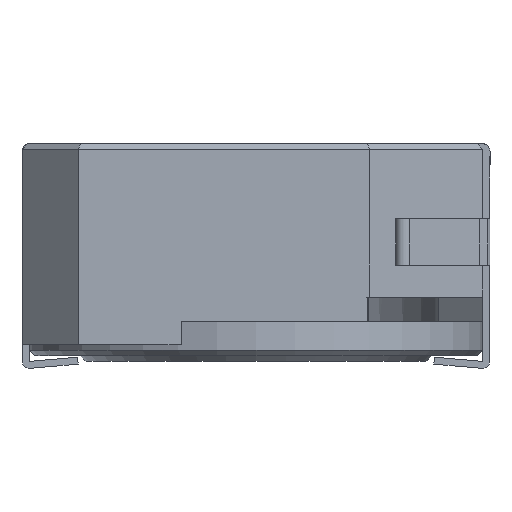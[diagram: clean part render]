
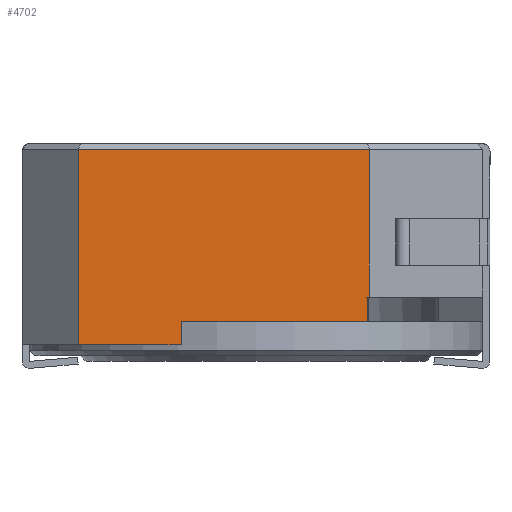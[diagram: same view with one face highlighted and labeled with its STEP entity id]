
A CAD part, front view. The second image highlights one B-rep face of the part: STEP entity #4702.
In plain terms, the highlighted face is planar.
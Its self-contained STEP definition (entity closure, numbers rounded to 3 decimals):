
#504=LINE('',#8628,#1049);
#505=LINE('',#8630,#1050);
#506=LINE('',#8632,#1051);
#507=LINE('',#8634,#1052);
#508=LINE('',#8636,#1053);
#509=LINE('',#8638,#1054);
#510=LINE('',#8640,#1055);
#511=LINE('',#8642,#1056);
#1049=VECTOR('',#6761,1000.);
#1050=VECTOR('',#6762,1000.);
#1051=VECTOR('',#6763,1000.);
#1052=VECTOR('',#6764,1000.);
#1053=VECTOR('',#6765,1000.);
#1054=VECTOR('',#6766,1000.);
#1055=VECTOR('',#6767,1000.);
#1056=VECTOR('',#6768,1000.);
#2244=ORIENTED_EDGE('',*,*,#3056,.F.);
#2245=ORIENTED_EDGE('',*,*,#3057,.T.);
#2246=ORIENTED_EDGE('',*,*,#3058,.T.);
#2247=ORIENTED_EDGE('',*,*,#3059,.T.);
#2248=ORIENTED_EDGE('',*,*,#3060,.F.);
#2249=ORIENTED_EDGE('',*,*,#3061,.F.);
#2250=ORIENTED_EDGE('',*,*,#3062,.F.);
#2251=ORIENTED_EDGE('',*,*,#3063,.T.);
#3056=EDGE_CURVE('',#3550,#3553,#504,.T.);
#3057=EDGE_CURVE('',#3550,#3554,#505,.T.);
#3058=EDGE_CURVE('',#3554,#3555,#506,.T.);
#3059=EDGE_CURVE('',#3555,#3556,#507,.T.);
#3060=EDGE_CURVE('',#3557,#3556,#508,.T.);
#3061=EDGE_CURVE('',#3558,#3557,#509,.T.);
#3062=EDGE_CURVE('',#3559,#3558,#510,.T.);
#3063=EDGE_CURVE('',#3559,#3553,#511,.T.);
#3550=VERTEX_POINT('',#8621);
#3553=VERTEX_POINT('',#8629);
#3554=VERTEX_POINT('',#8631);
#3555=VERTEX_POINT('',#8633);
#3556=VERTEX_POINT('',#8635);
#3557=VERTEX_POINT('',#8637);
#3558=VERTEX_POINT('',#8639);
#3559=VERTEX_POINT('',#8641);
#3963=EDGE_LOOP('',(#2244,#2245,#2246,#2247,#2248,#2249,#2250,#2251));
#4249=FACE_BOUND('',#3963,.T.);
#4458=PLANE('',#5718);
#4702=ADVANCED_FACE('',(#4249),#4458,.F.);
#5718=AXIS2_PLACEMENT_3D('',#8627,#6759,#6760);
#6759=DIRECTION('',(1.,0.,0.));
#6760=DIRECTION('',(0.,0.,-1.));
#6761=DIRECTION('',(0.,0.,-1.));
#6762=DIRECTION('',(0.,1.,0.));
#6763=DIRECTION('',(0.,0.,-1.));
#6764=DIRECTION('',(0.,-1.,0.));
#6765=DIRECTION('',(0.,0.,-1.));
#6766=DIRECTION('',(0.,1.,0.));
#6767=DIRECTION('',(0.,0.,-1.));
#6768=DIRECTION('',(0.,-1.,0.));
#8621=CARTESIAN_POINT('',(-5.,-2.425,4.18));
#8627=CARTESIAN_POINT('',(-5.,5.,4.3));
#8628=CARTESIAN_POINT('',(-5.,-2.425,14.781));
#8629=CARTESIAN_POINT('',(-5.,-2.425,1.02));
#8630=CARTESIAN_POINT('',(-5.,3.8,4.18));
#8631=CARTESIAN_POINT('',(-5.,3.8,4.18));
#8632=CARTESIAN_POINT('',(-5.,3.8,4.3));
#8633=CARTESIAN_POINT('',(-5.,3.8,0.));
#8634=CARTESIAN_POINT('',(-5.,5.,0.));
#8635=CARTESIAN_POINT('',(-5.,1.6,0.));
#8636=CARTESIAN_POINT('',(-5.,1.6,0.5));
#8637=CARTESIAN_POINT('',(-5.,1.6,0.5));
#8638=CARTESIAN_POINT('',(-5.,1.6,0.5));
#8639=CARTESIAN_POINT('',(-5.,-2.384,0.5));
#8640=CARTESIAN_POINT('',(-5.,-2.384,4.3));
#8641=CARTESIAN_POINT('',(-5.,-2.384,1.02));
#8642=CARTESIAN_POINT('',(-5.,5.,1.02));
